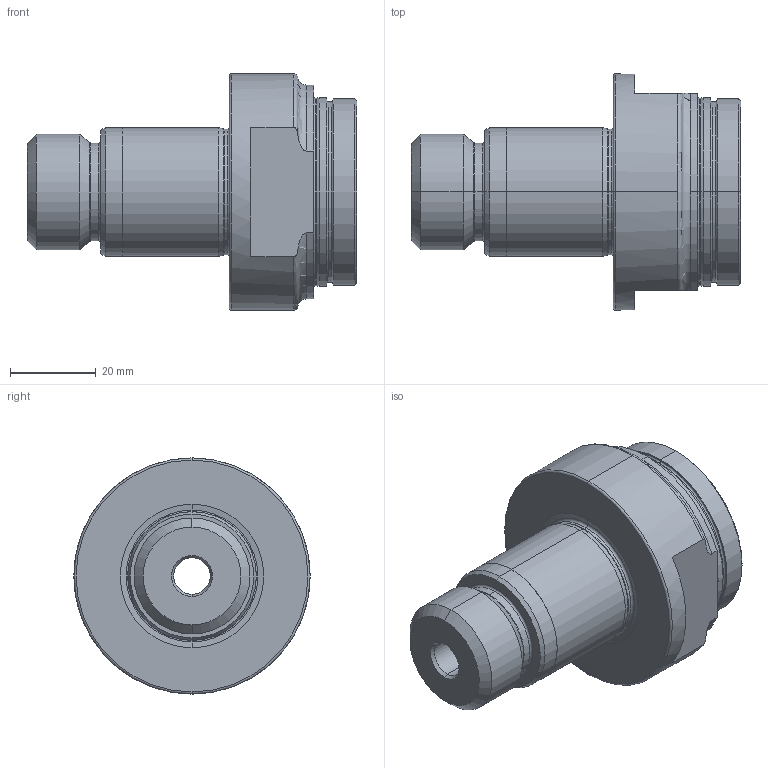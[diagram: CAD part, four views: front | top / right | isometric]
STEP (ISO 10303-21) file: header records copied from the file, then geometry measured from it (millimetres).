
FILE_DESCRIPTION (( 'STEP AP203' ), '1' );
FILE_NAME ('380.550.013C.STEP', '2024-08-30T12:50:07', ( '' ), ( '' ), 'SwSTEP 2.0', 'SolidWorks 2022', '' );
FILE_SCHEMA (( 'CONFIG_CONTROL_DESIGN' ));
Length unit declared in the file: millimetre
Products named in the file (2): 380.550.013C; CA5-BF1.K01.090_A
Assembly tree (1 placements, depth 2):
  380.550.013C
    CA5-BF1.K01.090_A
Bounding box: 76.67 x 55 x 55 mm (x, y, z)
Volume: 77900.7 mm3; surface area: 16220.2 mm2
Topology: 1 solids, 1 shells, 93 faces, 197 edges, 114 vertices
Faces by surface type: torus 30, cylinder 29, cone 20, plane 14
Entity records: 2791 total; most frequent: DIRECTION 513, CARTESIAN_POINT 510, ORIENTED_EDGE 394, AXIS2_PLACEMENT_3D 227, EDGE_CURVE 197, CIRCLE 130, VERTEX_POINT 114, EDGE_LOOP 103
